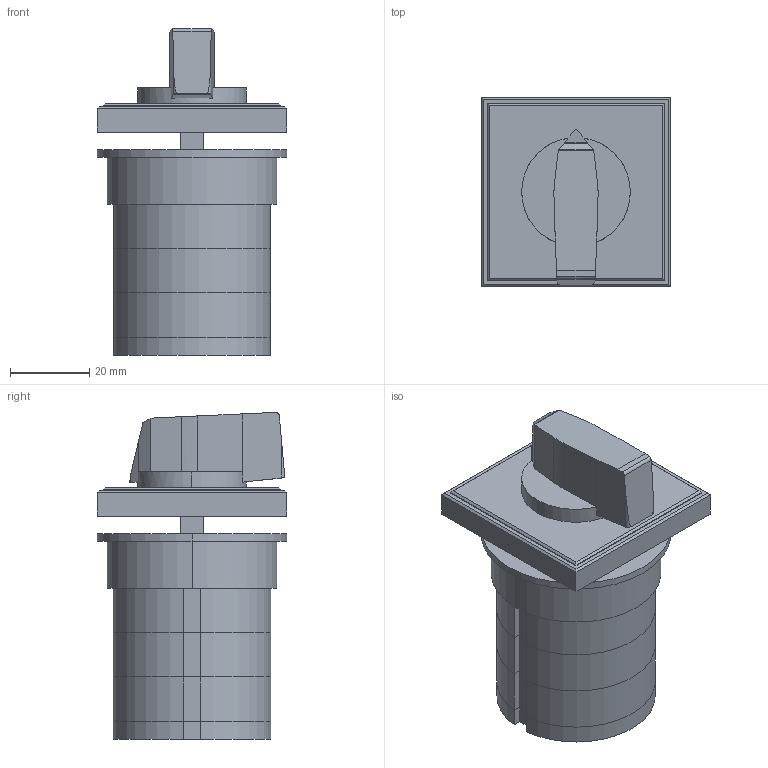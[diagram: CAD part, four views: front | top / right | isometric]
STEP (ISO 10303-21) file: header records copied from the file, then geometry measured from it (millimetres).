
FILE_DESCRIPTION((''),'2;1');
FILE_NAME('3d_7GN1210U25.stp','2012-10-02T14:29:24',(''),(''),'Mechanical Desktop 2011','Mechanical Desktop 2011',', , ');
FILE_SCHEMA(('CONFIG_CONTROL_DESIGN'));
Length unit declared in the file: millimetre
Products named in the file (1): Product
Bounding box: 48 x 48 x 82.7 mm (x, y, z)
Volume: 92529.5 mm3; surface area: 36692 mm2
Topology: 10 solids, 10 shells, 116 faces, 274 edges, 178 vertices
Faces by surface type: plane 76, cylinder 25, bspline 15
Entity records: 3383 total; most frequent: CARTESIAN_POINT 614, ORIENTED_EDGE 548, DIRECTION 538, EDGE_CURVE 274, VECTOR 214, LINE 214, VERTEX_POINT 178, AXIS2_PLACEMENT_3D 162
